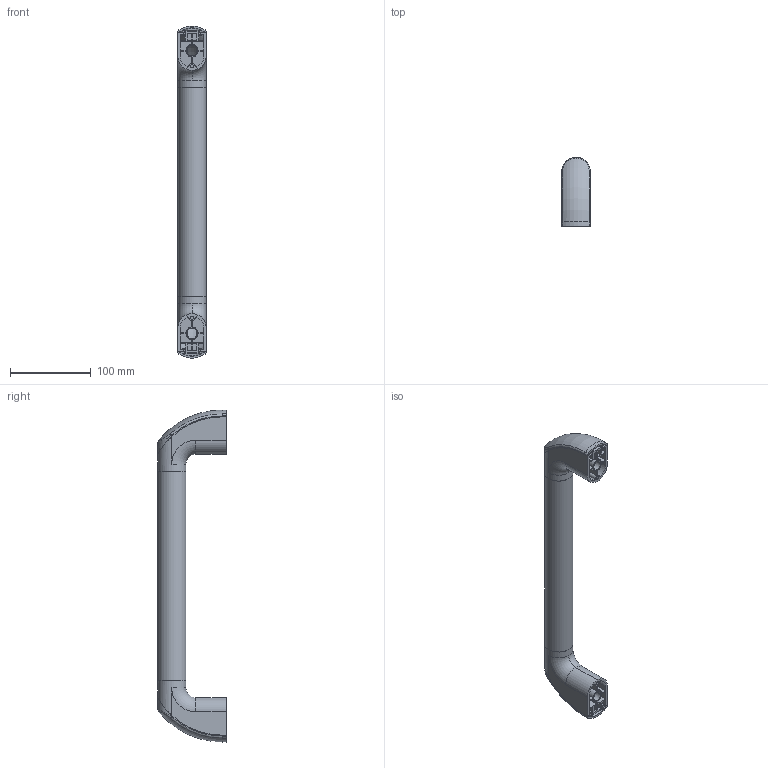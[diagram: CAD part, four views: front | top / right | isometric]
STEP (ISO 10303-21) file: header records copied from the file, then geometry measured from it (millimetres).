
FILE_DESCRIPTION (( 'STEP AP203' ), '1' );
FILE_NAME ('AL-380.0602A.01 Ðó÷êà D35 350 ìì ÷åðíàÿ.STEP', '2023-08-30T12:16:52', ( '' ), ( '' ), 'SwSTEP 2.0', 'SolidWorks 2021', '' );
FILE_SCHEMA (( 'CONFIG_CONTROL_DESIGN' ));
Length unit declared in the file: millimetre
Products named in the file (1): AL-380.0602A.01 Ðó÷êà D35 350 ìì ÷åðíàÿ
Bounding box: 35 x 84.97 x 410.79 mm (x, y, z)
Volume: 178315.7 mm3; surface area: 165546.6 mm2
Topology: 11 solids, 11 shells, 842 faces, 2154 edges, 1334 vertices
Faces by surface type: plane 418, cylinder 242, cone 104, bspline 52, torus 26
Full cylindrical faces by diameter (mm): 3.8 x2, 4 x2, 4.1 x2, 8.5 x2, 10 x46, 10.2 x2, 11 x2, 16 x2, 30 x2, 32 x3, 35 x3
Entity records: 29773 total; most frequent: CARTESIAN_POINT 10709, ORIENTED_EDGE 3892, DIRECTION 3762, EDGE_CURVE 1946, AXIS2_PLACEMENT_3D 1371, VERTEX_POINT 1320, EDGE_LOOP 1058, LINE 1020
